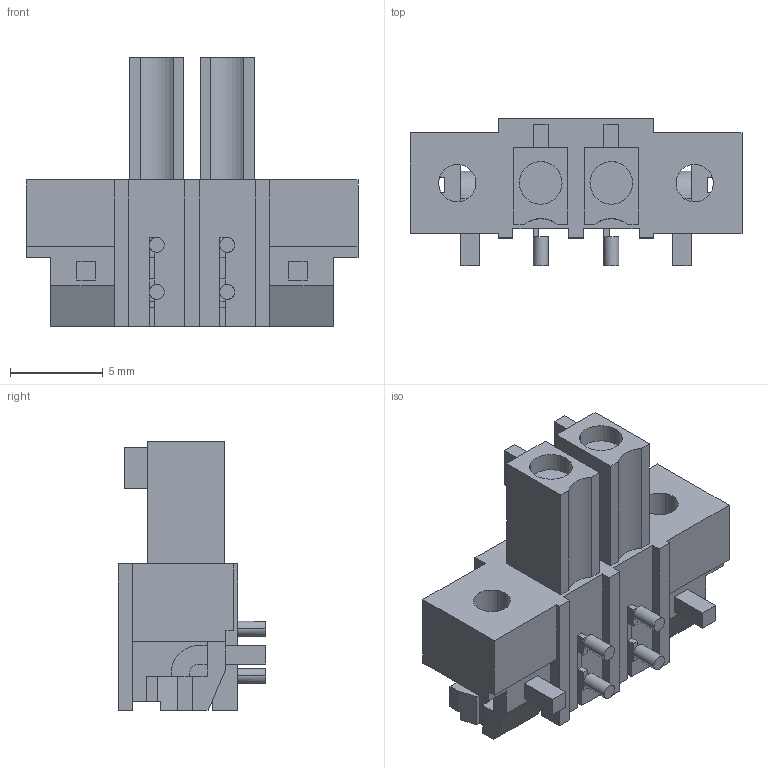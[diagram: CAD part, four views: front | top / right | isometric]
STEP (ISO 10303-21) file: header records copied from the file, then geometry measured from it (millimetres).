
FILE_DESCRIPTION(('CATIA V5 STEP Exchange'),'2;1');
FILE_NAME ('D1447077_0_1028720000_1028720000.stp','2016-12-08T12:07:42+00:00',('none'),('Weidmueller'),'CATIA Version 5-6 Release 2014','CATIA V5 STEP AP203','none');
FILE_SCHEMA(('CONFIG_CONTROL_DESIGN'));
Length unit declared in the file: millimetre
Products named in the file (1): 1028720000_S
Bounding box: 17.92 x 7.95 x 14.5 mm (x, y, z)
Volume: 758.4 mm3; surface area: 1045.3 mm2
Topology: 5 solids, 5 shells, 226 faces, 597 edges, 389 vertices
Faces by surface type: plane 200, cylinder 26
Entity records: 6516 total; most frequent: ORIENTED_EDGE 1194, CARTESIAN_POINT 1186, DIRECTION 894, EDGE_CURVE 597, VECTOR 524, LINE 524, VERTEX_POINT 389, EDGE_LOOP 242
